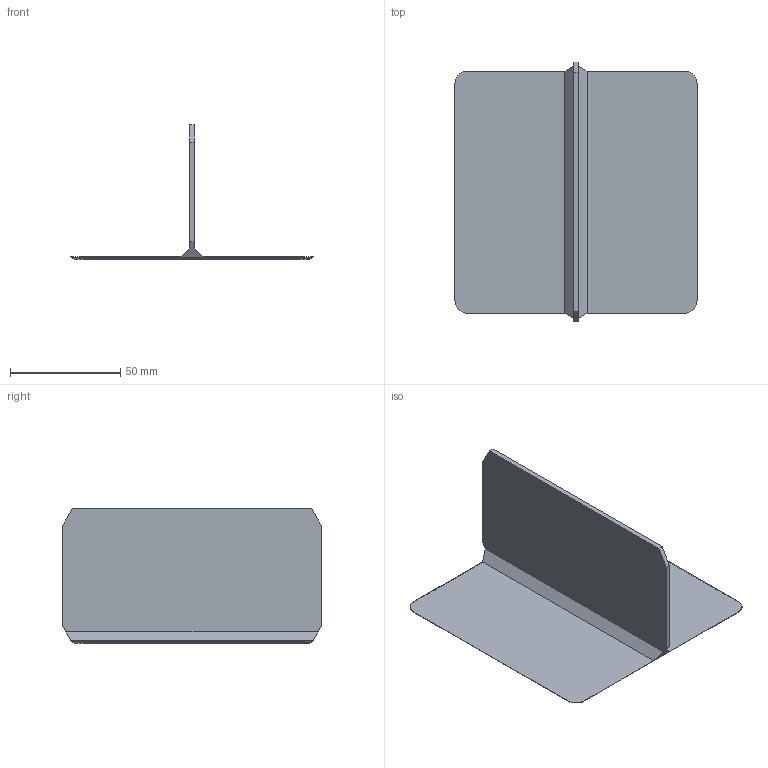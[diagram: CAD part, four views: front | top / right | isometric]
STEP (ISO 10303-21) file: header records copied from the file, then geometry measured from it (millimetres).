
FILE_DESCRIPTION(('FreeCAD Model'),'2;1');
FILE_NAME('Open CASCADE Shape Model','2024-11-27T23:29:08',(''),(''), 'Open CASCADE STEP processor 7.7','FreeCAD','Unknown');
FILE_SCHEMA(('AUTOMOTIVE_DESIGN { 1 0 10303 214 1 1 1 1 }'));
Length unit declared in the file: millimetre
Products named in the file (1): halfed-insert-120-120-050
Bounding box: 109.85 x 117.7 x 61.2 mm (x, y, z)
Volume: 29863.7 mm3; surface area: 38030.5 mm2
Topology: 1 solids, 1 shells, 44 faces, 102 edges, 60 vertices
Faces by surface type: plane 20, cone 8, cylinder 8, bspline 5, torus 3
Entity records: 1336 total; most frequent: CARTESIAN_POINT 383, ORIENTED_EDGE 204, DIRECTION 182, EDGE_CURVE 102, AXIS2_PLACEMENT_3D 62, VERTEX_POINT 60, LINE 58, VECTOR 58
